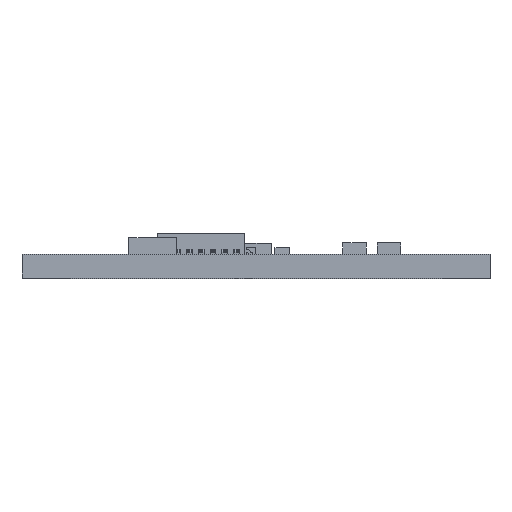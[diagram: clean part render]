
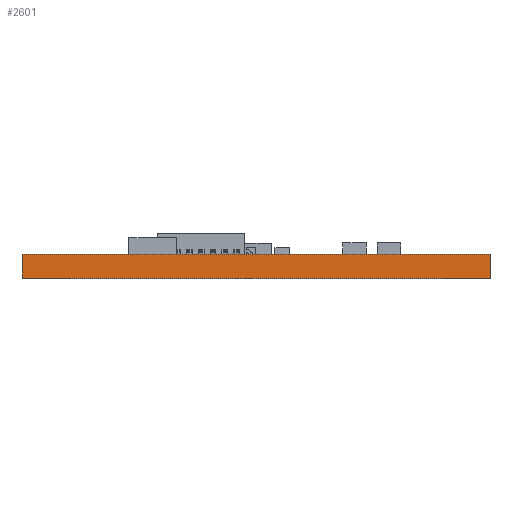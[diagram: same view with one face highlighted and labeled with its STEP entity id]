
A CAD part, top view. The second image highlights one B-rep face of the part: STEP entity #2601.
In plain terms, the highlighted planar face has unit normal (0, 0, 1).
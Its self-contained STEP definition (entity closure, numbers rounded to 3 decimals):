
#939 = EDGE_CURVE ( 'NONE', #10292, #3659, #21885, .T. ) ;
#993 = CARTESIAN_POINT ( 'NONE',  ( -9.85, 1., 8. ) ) ;
#1244 = ORIENTED_EDGE ( 'NONE', *, *, #2429, .F. ) ;
#1651 = DIRECTION ( 'NONE',  ( 0., 0., -1. ) ) ;
#2429 = EDGE_CURVE ( 'NONE', #10292, #11799, #3785, .T. ) ;
#2601 = ADVANCED_FACE ( 'NONE', ( #7999 ), #13707, .F. ) ;
#3659 = VERTEX_POINT ( 'NONE', #12590 ) ;
#3785 = LINE ( 'NONE', #993, #14122 ) ;
#4554 = DIRECTION ( 'NONE',  ( 1., 0., 0. ) ) ;
#5413 = CARTESIAN_POINT ( 'NONE',  ( -9.85, 1., 8. ) ) ;
#6055 = AXIS2_PLACEMENT_3D ( 'NONE', #15356, #1651, #10297 ) ;
#7056 = VECTOR ( 'NONE', #14250, 1000. ) ;
#7165 = ORIENTED_EDGE ( 'NONE', *, *, #939, .T. ) ;
#7620 = DIRECTION ( 'NONE',  ( 0., -1., 0. ) ) ;
#7999 = FACE_OUTER_BOUND ( 'NONE', #21675, .T. ) ;
#8077 = VECTOR ( 'NONE', #12029, 1000. ) ;
#8309 = ORIENTED_EDGE ( 'NONE', *, *, #14428, .T. ) ;
#10292 = VERTEX_POINT ( 'NONE', #5413 ) ;
#10297 = DIRECTION ( 'NONE',  ( -1., 0., 0. ) ) ;
#10598 = VECTOR ( 'NONE', #7620, 1000. ) ;
#11657 = LINE ( 'NONE', #21191, #10598 ) ;
#11799 = VERTEX_POINT ( 'NONE', #14608 ) ;
#12029 = DIRECTION ( 'NONE',  ( 0., -1., 0. ) ) ;
#12590 = CARTESIAN_POINT ( 'NONE',  ( -9.85, 0., 8. ) ) ;
#13707 = PLANE ( 'NONE',  #6055 ) ;
#13937 = LINE ( 'NONE', #17597, #7056 ) ;
#14122 = VECTOR ( 'NONE', #4554, 1000. ) ;
#14250 = DIRECTION ( 'NONE',  ( 1., 0., 0. ) ) ;
#14428 = EDGE_CURVE ( 'NONE', #3659, #18336, #13937, .T. ) ;
#14608 = CARTESIAN_POINT ( 'NONE',  ( 9.85, 1., 8. ) ) ;
#15356 = CARTESIAN_POINT ( 'NONE',  ( -9.85, 1., 8. ) ) ;
#17597 = CARTESIAN_POINT ( 'NONE',  ( -9.85, 0., 8. ) ) ;
#17881 = EDGE_CURVE ( 'NONE', #11799, #18336, #11657, .T. ) ;
#18336 = VERTEX_POINT ( 'NONE', #20827 ) ;
#19938 = ORIENTED_EDGE ( 'NONE', *, *, #17881, .F. ) ;
#20492 = CARTESIAN_POINT ( 'NONE',  ( -9.85, 1., 8. ) ) ;
#20827 = CARTESIAN_POINT ( 'NONE',  ( 9.85, 0., 8. ) ) ;
#21191 = CARTESIAN_POINT ( 'NONE',  ( 9.85, 1., 8. ) ) ;
#21675 = EDGE_LOOP ( 'NONE', ( #8309, #19938, #1244, #7165 ) ) ;
#21885 = LINE ( 'NONE', #20492, #8077 ) ;
